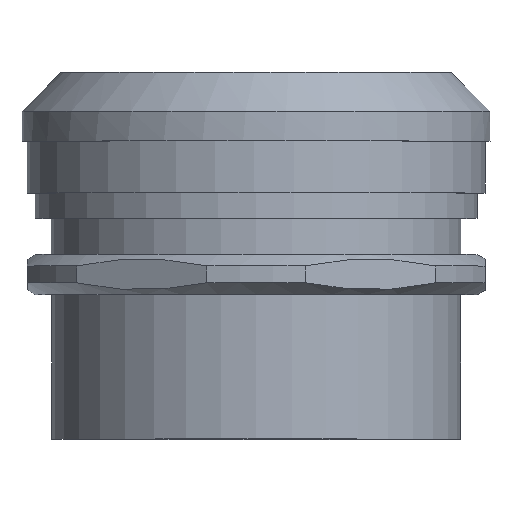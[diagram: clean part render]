
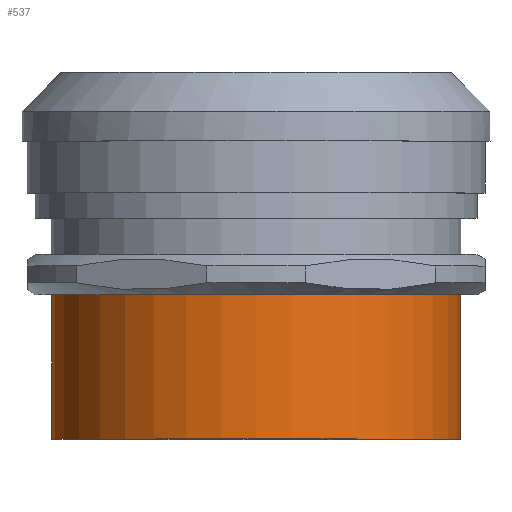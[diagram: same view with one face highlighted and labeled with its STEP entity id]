
A CAD part, top view. The second image highlights one B-rep face of the part: STEP entity #537.
In plain terms, the highlighted cylindrical face has radius 25.45 mm (diameter 50.9 mm), a full revolution.
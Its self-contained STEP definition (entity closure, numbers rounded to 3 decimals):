
#98=FACE_OUTER_BOUND('',#137,.T.);
#137=EDGE_LOOP('',(#402,#403,#404,#405));
#171=LINE('',#869,#195);
#195=VECTOR('',#719,25.45);
#227=CIRCLE('',#606,25.45);
#231=CIRCLE('',#613,25.45);
#261=VERTEX_POINT('',#856);
#265=VERTEX_POINT('',#868);
#314=EDGE_CURVE('',#261,#261,#227,.T.);
#319=EDGE_CURVE('',#261,#265,#171,.T.);
#320=EDGE_CURVE('',#265,#265,#231,.T.);
#402=ORIENTED_EDGE('',*,*,#314,.T.);
#403=ORIENTED_EDGE('',*,*,#319,.T.);
#404=ORIENTED_EDGE('',*,*,#320,.F.);
#405=ORIENTED_EDGE('',*,*,#319,.F.);
#517=CYLINDRICAL_SURFACE('',#612,25.45);
#537=ADVANCED_FACE('',(#98),#517,.T.);
#606=AXIS2_PLACEMENT_3D('',#857,#704,#705);
#612=AXIS2_PLACEMENT_3D('',#867,#717,#718);
#613=AXIS2_PLACEMENT_3D('',#870,#720,#721);
#704=DIRECTION('center_axis',(0.,-1.,0.));
#705=DIRECTION('ref_axis',(-1.,0.,0.));
#717=DIRECTION('center_axis',(0.,1.,0.));
#718=DIRECTION('ref_axis',(-1.,0.,0.));
#719=DIRECTION('',(0.,-1.,0.));
#720=DIRECTION('center_axis',(0.,-1.,0.));
#721=DIRECTION('ref_axis',(-1.,0.,0.));
#856=CARTESIAN_POINT('',(280.272,-32.631,170.999));
#857=CARTESIAN_POINT('Origin',(254.822,-32.631,170.999));
#867=CARTESIAN_POINT('Origin',(254.822,-41.881,170.999));
#868=CARTESIAN_POINT('',(280.272,-50.631,170.999));
#869=CARTESIAN_POINT('',(280.272,-41.881,170.999));
#870=CARTESIAN_POINT('Origin',(254.822,-50.631,170.999));
